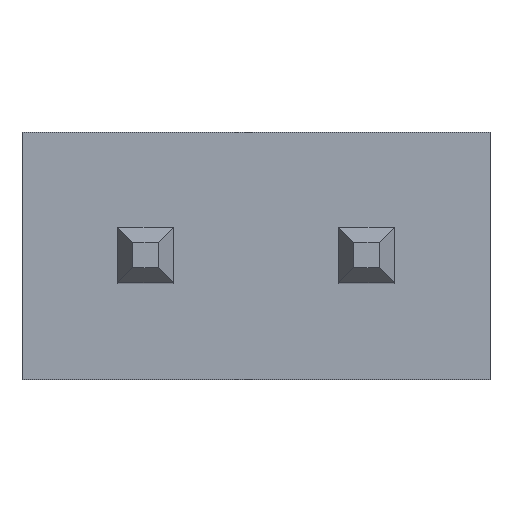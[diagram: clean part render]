
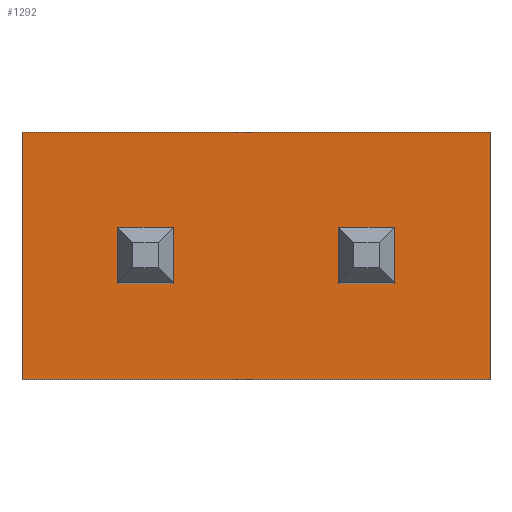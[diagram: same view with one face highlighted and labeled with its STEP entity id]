
A CAD part, top view. The second image highlights one B-rep face of the part: STEP entity #1292.
In plain terms, the highlighted planar face has unit normal (0, 0, 1).
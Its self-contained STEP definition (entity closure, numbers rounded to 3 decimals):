
#1167 = CARTESIAN_POINT ( 'NONE',  ( 3.96, 1.42, 2.54 ) ) ;
#1168 = VERTEX_POINT ( 'NONE', #1167 ) ;
#1175 = CARTESIAN_POINT ( 'NONE',  ( 3.96, -1.42, 2.54 ) ) ;
#1176 = VERTEX_POINT ( 'NONE', #1175 ) ;
#1177 = CARTESIAN_POINT ( 'NONE',  ( 3.96, -1.42, 2.54 ) ) ;
#1178 = DIRECTION ( 'NONE',  ( 0., 1., 0. ) ) ;
#1179 = VECTOR ( 'NONE', #1178, 1000. ) ;
#1180 = LINE ( 'NONE', #1177, #1179 ) ;
#1181 = EDGE_CURVE ( 'NONE', #1176, #1168, #1180, .T. ) ;
#1205 = CARTESIAN_POINT ( 'NONE',  ( -1.42, 1.42, 2.54 ) ) ;
#1206 = VERTEX_POINT ( 'NONE', #1205 ) ;
#1213 = CARTESIAN_POINT ( 'NONE',  ( -1.42, 1.42, 2.54 ) ) ;
#1214 = DIRECTION ( 'NONE',  ( -1., 0., 0. ) ) ;
#1215 = VECTOR ( 'NONE', #1214, 1000. ) ;
#1216 = LINE ( 'NONE', #1213, #1215 ) ;
#1217 = EDGE_CURVE ( 'NONE', #1168, #1206, #1216, .T. ) ;
#1236 = CARTESIAN_POINT ( 'NONE',  ( -1.42, -1.42, 2.54 ) ) ;
#1237 = VERTEX_POINT ( 'NONE', #1236 ) ;
#1244 = CARTESIAN_POINT ( 'NONE',  ( -1.42, -1.42, 2.54 ) ) ;
#1245 = DIRECTION ( 'NONE',  ( 0., -1., 0. ) ) ;
#1246 = VECTOR ( 'NONE', #1245, 1000. ) ;
#1247 = LINE ( 'NONE', #1244, #1246 ) ;
#1248 = EDGE_CURVE ( 'NONE', #1206, #1237, #1247, .T. ) ;
#1266 = CARTESIAN_POINT ( 'NONE',  ( -1.42, -1.42, 2.54 ) ) ;
#1267 = DIRECTION ( 'NONE',  ( 1., 0., 0. ) ) ;
#1268 = VECTOR ( 'NONE', #1267, 1000. ) ;
#1269 = LINE ( 'NONE', #1266, #1268 ) ;
#1270 = EDGE_CURVE ( 'NONE', #1237, #1176, #1269, .T. ) ;
#1281 = ORIENTED_EDGE ( 'NONE', *, *, #1181, .T. ) ;
#1282 = ORIENTED_EDGE ( 'NONE', *, *, #1217, .T. ) ;
#1283 = ORIENTED_EDGE ( 'NONE', *, *, #1248, .T. ) ;
#1284 = ORIENTED_EDGE ( 'NONE', *, *, #1270, .T. ) ;
#1285 = EDGE_LOOP ( 'NONE', ( #1281, #1282, #1283, #1284 ) ) ;
#1286 = FACE_OUTER_BOUND ( 'NONE', #1285, .T. ) ;
#1287 = CARTESIAN_POINT ( 'NONE',  ( 1.27, 0., 2.54 ) ) ;
#1288 = DIRECTION ( 'NONE',  ( 0., 0., -1. ) ) ;
#1289 = DIRECTION ( 'NONE',  ( 0., 1., 0. ) ) ;
#1290 = AXIS2_PLACEMENT_3D ( 'NONE', #1287, #1288, #1289 ) ;
#1291 = PLANE ( 'NONE', #1290 ) ;
#1292 = ADVANCED_FACE ( 'NONE', ( #1286 ), #1291, .F. ) ;
